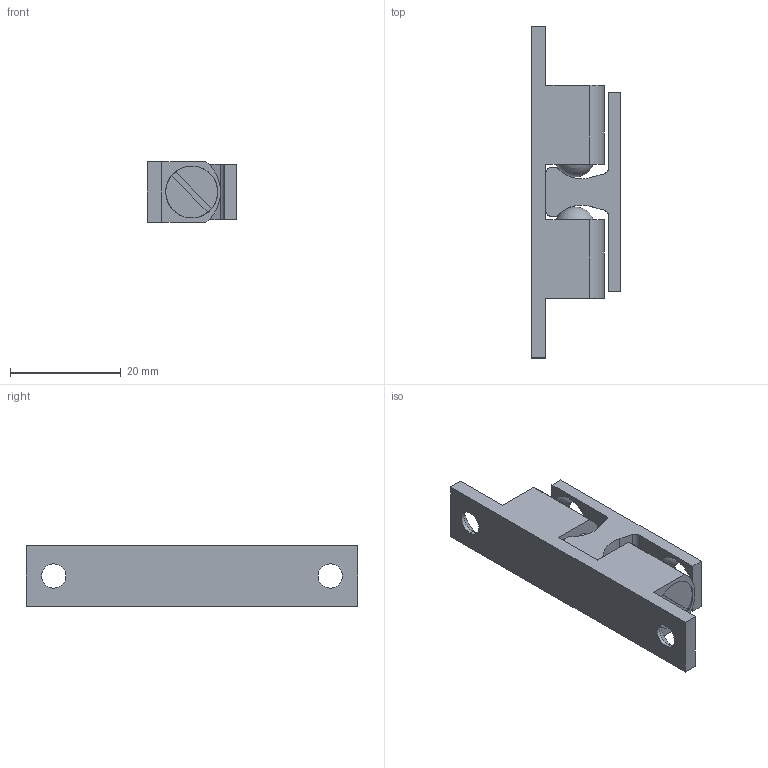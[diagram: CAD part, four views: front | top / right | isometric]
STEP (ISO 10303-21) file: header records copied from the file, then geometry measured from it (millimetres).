
FILE_DESCRIPTION (( 'STEP AP214' ), '1' );
FILE_NAME ('SNSD.30.50.92. Çàùåëêà øàðèêîâàÿ 60õ11 (D07).STEP', '2025-03-10T09:18:47', ( '' ), ( '' ), 'SwSTEP 2.0', 'SolidWorks 2025', '' );
FILE_SCHEMA (( 'AUTOMOTIVE_DESIGN' ));
Length unit declared in the file: millimetre
Products named in the file (3): B66SNSD.30.50.85. Защелка(B59)B62D07_00; B66SNSD.30.50.85. Корпус шариков(B59)B62D07_00; SNSD.30.50.92. Защелка шариковая 60х11 (D07)
Assembly tree (2 placements, depth 2):
  SNSD.30.50.92. Защелка шариковая 60х11 (D07)
    B66SNSD.30.50.85. Корпус шариков(B59)B62D07_00
    B66SNSD.30.50.85. Защелка(B59)B62D07_00
Bounding box: 16.1 x 60 x 11 mm (x, y, z)
Volume: 6067.4 mm3; surface area: 3950.1 mm2
Topology: 2 solids, 2 shells, 77 faces, 185 edges, 116 vertices
Faces by surface type: plane 42, cylinder 23, cone 8, sphere 4
Entity records: 2359 total; most frequent: DIRECTION 419, CARTESIAN_POINT 383, ORIENTED_EDGE 370, EDGE_CURVE 185, AXIS2_PLACEMENT_3D 152, VERTEX_POINT 116, LINE 115, VECTOR 115
